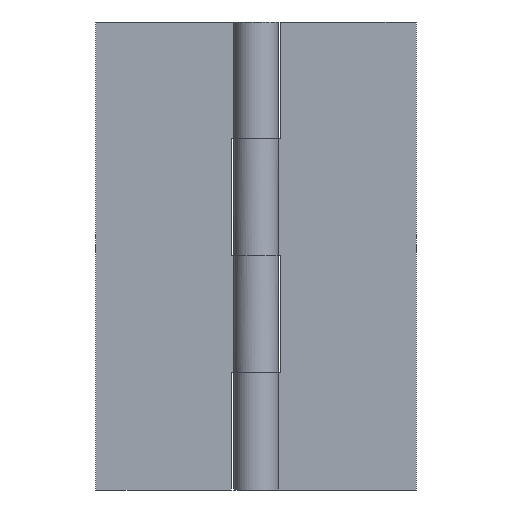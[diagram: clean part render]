
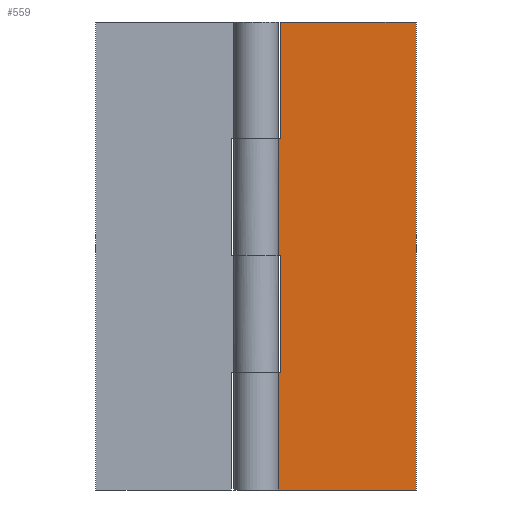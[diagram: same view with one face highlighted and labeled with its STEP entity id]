
A CAD part, front view. The second image highlights one B-rep face of the part: STEP entity #559.
In plain terms, the highlighted free-form (B-spline) face has degree [1, 1] with [2, 2] control points.
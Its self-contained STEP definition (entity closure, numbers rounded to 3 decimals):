
#79=CARTESIAN_POINT('',(0.,1.0,28.5));
#80=VERTEX_POINT('',#79);
#100=CARTESIAN_POINT('',(2.0,1.0,28.5));
#101=VERTEX_POINT('',#100);
#102=CARTESIAN_POINT('',(0.,1.0,28.5));
#103=CARTESIAN_POINT('',(2.0,1.0,28.5));
#104=QUASI_UNIFORM_CURVE('',1,(#102,#103),.UNSPECIFIED.,.F.,.U.);
#105=EDGE_CURVE('',#80,#101,#104,.T.);
#127=CARTESIAN_POINT('',(2.0,1.0,38.));
#128=VERTEX_POINT('',#127);
#129=CARTESIAN_POINT('',(2.0,1.0,28.5));
#130=CARTESIAN_POINT('',(2.0,1.0,38.));
#131=QUASI_UNIFORM_CURVE('',1,(#129,#130),.UNSPECIFIED.,.F.,.U.);
#132=EDGE_CURVE('',#101,#128,#131,.T.);
#164=CARTESIAN_POINT('',(2.0,1.0,19.0));
#165=VERTEX_POINT('',#164);
#171=CARTESIAN_POINT('',(0.,1.0,19.0));
#172=VERTEX_POINT('',#171);
#173=CARTESIAN_POINT('',(2.0,1.0,19.0));
#174=CARTESIAN_POINT('',(0.,1.0,19.0));
#175=QUASI_UNIFORM_CURVE('',1,(#173,#174),.UNSPECIFIED.,.F.,.U.);
#176=EDGE_CURVE('',#165,#172,#175,.T.);
#263=CARTESIAN_POINT('',(0.,1.0,9.5));
#264=VERTEX_POINT('',#263);
#284=CARTESIAN_POINT('',(2.0,1.0,9.5));
#285=VERTEX_POINT('',#284);
#286=CARTESIAN_POINT('',(0.,1.0,9.5));
#287=CARTESIAN_POINT('',(2.0,1.0,9.5));
#288=QUASI_UNIFORM_CURVE('',1,(#286,#287),.UNSPECIFIED.,.F.,.U.);
#289=EDGE_CURVE('',#264,#285,#288,.T.);
#311=CARTESIAN_POINT('',(2.0,1.0,9.5));
#312=CARTESIAN_POINT('',(2.0,1.0,19.0));
#313=QUASI_UNIFORM_CURVE('',1,(#311,#312),.UNSPECIFIED.,.F.,.U.);
#314=EDGE_CURVE('',#285,#165,#313,.T.);
#340=CARTESIAN_POINT('',(13.0,1.0,0.0));
#341=VERTEX_POINT('',#340);
#347=CARTESIAN_POINT('',(0.,1.0,0.0));
#348=VERTEX_POINT('',#347);
#349=CARTESIAN_POINT('',(0.,1.0,0.0));
#350=CARTESIAN_POINT('',(13.0,1.0,0.0));
#351=QUASI_UNIFORM_CURVE('',1,(#349,#350),.UNSPECIFIED.,.F.,.U.);
#352=EDGE_CURVE('',#348,#341,#351,.T.);
#417=CARTESIAN_POINT('',(13.0,1.0,38.));
#418=VERTEX_POINT('',#417);
#424=CARTESIAN_POINT('',(13.0,1.0,38.));
#425=CARTESIAN_POINT('',(13.0,1.0,0.0));
#426=QUASI_UNIFORM_CURVE('',1,(#424,#425),.UNSPECIFIED.,.F.,.U.);
#427=EDGE_CURVE('',#418,#341,#426,.T.);
#461=CARTESIAN_POINT('',(0.,1.0,9.5));
#462=CARTESIAN_POINT('',(0.,1.0,0.0));
#463=QUASI_UNIFORM_CURVE('',1,(#461,#462),.UNSPECIFIED.,.F.,.U.);
#464=EDGE_CURVE('',#264,#348,#463,.T.);
#524=CARTESIAN_POINT('',(2.0,1.0,38.));
#525=CARTESIAN_POINT('',(13.0,1.0,38.));
#526=QUASI_UNIFORM_CURVE('',1,(#524,#525),.UNSPECIFIED.,.F.,.U.);
#527=EDGE_CURVE('',#128,#418,#526,.T.);
#538=CARTESIAN_POINT('',(-0.649,1.0,-1.898));
#539=CARTESIAN_POINT('',(-0.649,1.0,39.898));
#540=CARTESIAN_POINT('',(13.649,1.0,-1.898));
#541=CARTESIAN_POINT('',(13.649,1.0,39.898));
#542=B_SPLINE_SURFACE_WITH_KNOTS('',1,1,((#538,#540),(#539,#541)),.UNSPECIFIED.,.F.,.F.,.U.,(2,2),(2,2),(0.0,41.796),(0.0,14.299),.UNSPECIFIED.);
#543=ORIENTED_EDGE('',*,*,#105,.F.);
#544=CARTESIAN_POINT('',(0.,1.0,28.5));
#545=CARTESIAN_POINT('',(0.,1.0,19.0));
#546=QUASI_UNIFORM_CURVE('',1,(#544,#545),.UNSPECIFIED.,.F.,.U.);
#547=EDGE_CURVE('',#80,#172,#546,.T.);
#548=ORIENTED_EDGE('',*,*,#547,.T.);
#549=ORIENTED_EDGE('',*,*,#176,.F.);
#550=ORIENTED_EDGE('',*,*,#314,.F.);
#551=ORIENTED_EDGE('',*,*,#289,.F.);
#552=ORIENTED_EDGE('',*,*,#464,.T.);
#553=ORIENTED_EDGE('',*,*,#352,.T.);
#554=ORIENTED_EDGE('',*,*,#427,.F.);
#555=ORIENTED_EDGE('',*,*,#527,.F.);
#556=ORIENTED_EDGE('',*,*,#132,.F.);
#557=EDGE_LOOP('',(#543,#548,#549,#550,#551,#552,#553,#554,#555,#556));
#558=FACE_OUTER_BOUND('',#557,.T.);
#559=ADVANCED_FACE('',(#558),#542,.F.);
